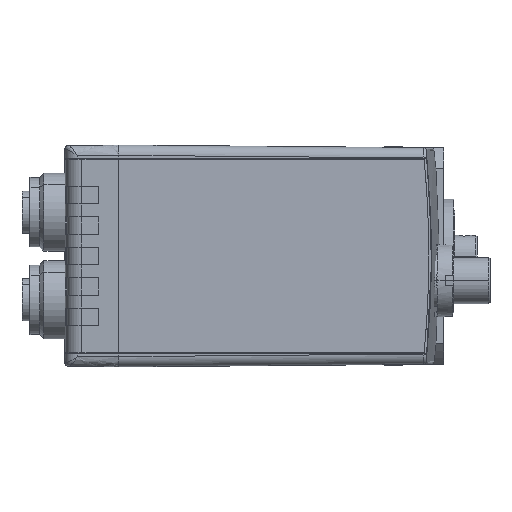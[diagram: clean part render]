
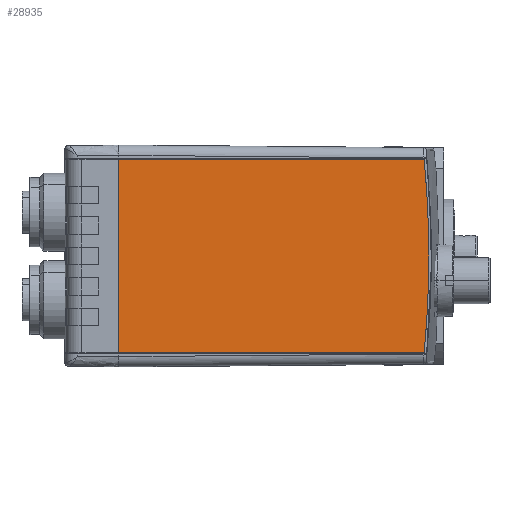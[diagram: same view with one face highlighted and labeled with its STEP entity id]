
A CAD part, left-side view. The second image highlights one B-rep face of the part: STEP entity #28935.
In plain terms, the highlighted planar face has unit normal (-1, -0.009, 0).
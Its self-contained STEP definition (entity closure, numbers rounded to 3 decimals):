
#505 = CARTESIAN_POINT ( 'NONE',  ( -59.28, 43.498, -18.75 ) ) ;
#2382 = CARTESIAN_POINT ( 'NONE',  ( -59.28, 43.497, -18.75 ) ) ;
#4731 = DIRECTION ( 'NONE',  ( 1., 0.009, 0. ) ) ;
#4904 = PLANE ( 'NONE',  #28307 ) ;
#5041 = CARTESIAN_POINT ( 'NONE',  ( -59.28, 43.497, -129.219 ) ) ;
#6666 = FACE_OUTER_BOUND ( 'NONE', #23943, .T. ) ;
#6796 = VERTEX_POINT ( 'NONE', #29764 ) ;
#7154 = CIRCLE ( 'NONE', #12445, 197.756 ) ;
#7518 = ORIENTED_EDGE ( 'NONE', *, *, #14293, .F. ) ;
#8612 = DIRECTION ( 'NONE',  ( 1., 0.009, 0. ) ) ;
#8819 = CARTESIAN_POINT ( 'NONE',  ( -60.481, 181.129, 0. ) ) ;
#10020 = CARTESIAN_POINT ( 'NONE',  ( -59.28, 43.498, -129.219 ) ) ;
#10310 = CIRCLE ( 'NONE', #22092, 197.756 ) ;
#10666 = CARTESIAN_POINT ( 'NONE',  ( -59.28, 43.497, 18.75 ) ) ;
#11025 = DIRECTION ( 'NONE',  ( 0.009, -1., 0. ) ) ;
#11848 = EDGE_CURVE ( 'NONE', #21310, #30064, #15071, .T. ) ;
#12445 = AXIS2_PLACEMENT_3D ( 'NONE', #8819, #8612, #11025 ) ;
#14293 = EDGE_CURVE ( 'NONE', #28283, #14462, #21645, .T. ) ;
#14462 = VERTEX_POINT ( 'NONE', #26520 ) ;
#14914 = ORIENTED_EDGE ( 'NONE', *, *, #17869, .T. ) ;
#15071 = LINE ( 'NONE', #505, #26315 ) ;
#17869 = EDGE_CURVE ( 'NONE', #28283, #21310, #18108, .T. ) ;
#17883 = ORIENTED_EDGE ( 'NONE', *, *, #11848, .T. ) ;
#18108 = LINE ( 'NONE', #5041, #21604 ) ;
#18781 = DIRECTION ( 'NONE',  ( 0.009, -1., 0. ) ) ;
#21310 = VERTEX_POINT ( 'NONE', #2382 ) ;
#21604 = VECTOR ( 'NONE', #26864, 1000. ) ;
#21645 = LINE ( 'NONE', #31287, #23189 ) ;
#21985 = EDGE_CURVE ( 'NONE', #6796, #30064, #10310, .T. ) ;
#21988 = DIRECTION ( 'NONE',  ( 0.009, -1., 0. ) ) ;
#22092 = AXIS2_PLACEMENT_3D ( 'NONE', #22304, #4731, #21988 ) ;
#22304 = CARTESIAN_POINT ( 'NONE',  ( -60.481, 181.129, 0. ) ) ;
#23189 = VECTOR ( 'NONE', #18781, 1000. ) ;
#23943 = EDGE_LOOP ( 'NONE', ( #7518, #14914, #17883, #30201, #24234 ) ) ;
#24234 = ORIENTED_EDGE ( 'NONE', *, *, #25015, .F. ) ;
#25015 = EDGE_CURVE ( 'NONE', #14462, #6796, #7154, .T. ) ;
#26315 = VECTOR ( 'NONE', #27715, 1000. ) ;
#26520 = CARTESIAN_POINT ( 'NONE',  ( -58.763, -15.729, 18.75 ) ) ;
#26864 = DIRECTION ( 'NONE',  ( 0., 0., -1. ) ) ;
#27065 = CARTESIAN_POINT ( 'NONE',  ( -58.763, -15.729, -18.75 ) ) ;
#27385 = DIRECTION ( 'NONE',  ( -1., -0.009, 0. ) ) ;
#27503 = DIRECTION ( 'NONE',  ( 0.009, -1., 0. ) ) ;
#27715 = DIRECTION ( 'NONE',  ( 0.009, -1., 0. ) ) ;
#28283 = VERTEX_POINT ( 'NONE', #10666 ) ;
#28307 = AXIS2_PLACEMENT_3D ( 'NONE', #10020, #27385, #27503 ) ;
#28935 = ADVANCED_FACE ( 'NONE', ( #6666 ), #4904, .T. ) ;
#29764 = CARTESIAN_POINT ( 'NONE',  ( -58.755, -16.62, 0. ) ) ;
#30064 = VERTEX_POINT ( 'NONE', #27065 ) ;
#30201 = ORIENTED_EDGE ( 'NONE', *, *, #21985, .F. ) ;
#31287 = CARTESIAN_POINT ( 'NONE',  ( -59.28, 43.498, 18.75 ) ) ;
